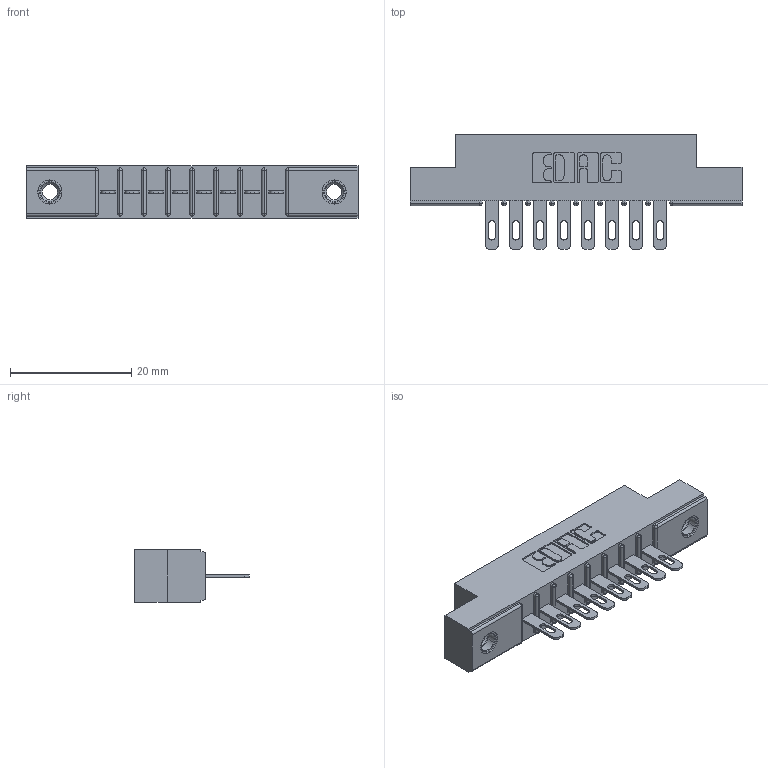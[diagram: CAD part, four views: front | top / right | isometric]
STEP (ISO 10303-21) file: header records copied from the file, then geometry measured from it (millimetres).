
FILE_DESCRIPTION (( 'STEP AP203' ), '1' );
FILE_NAME ('316-008-500-107.STEP', '2018-07-30T23:49:28', ( '' ), ( '' ), 'SwSTEP 2.0', 'SolidWorks 2016', '' );
FILE_SCHEMA (( 'CONFIG_CONTROL_DESIGN' ));
Length unit declared in the file: inch
Products named in the file (4): 345-250-001_345-250-005-103; 316-008-500-107; 306 Part_.156 Dia; 306-290-001_100
Assembly tree (11 placements, depth 2):
  316-008-500-107
    306 Part_.156 Dia
    306-290-001_100  x8
    345-250-001_345-250-005-103  x2
Bounding box: 54.71 x 18.87 x 8.71 mm (x, y, z)
Volume: 3696.3 mm3; surface area: 5181.1 mm2
Topology: 11 solids, 11 shells, 784 faces, 2172 edges, 1396 vertices
Faces by surface type: plane 500, cylinder 236, sphere 32, cone 12, torus 4
Entity records: 13214 total; most frequent: CARTESIAN_POINT 2194, DIRECTION 2176, ORIENTED_EDGE 2164, EDGE_CURVE 1082, VECTOR 824, LINE 824, VERTEX_POINT 694, AXIS2_PLACEMENT_3D 676
